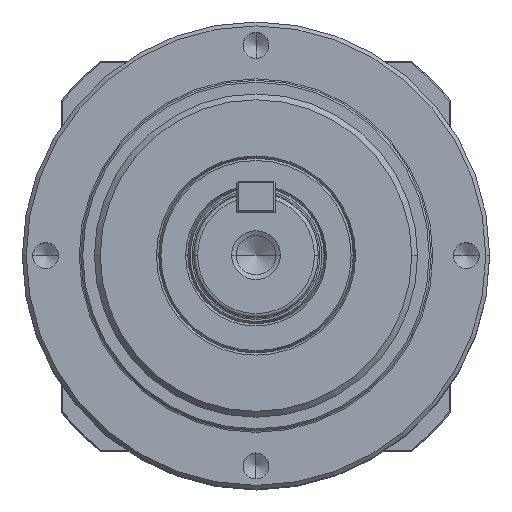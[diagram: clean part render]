
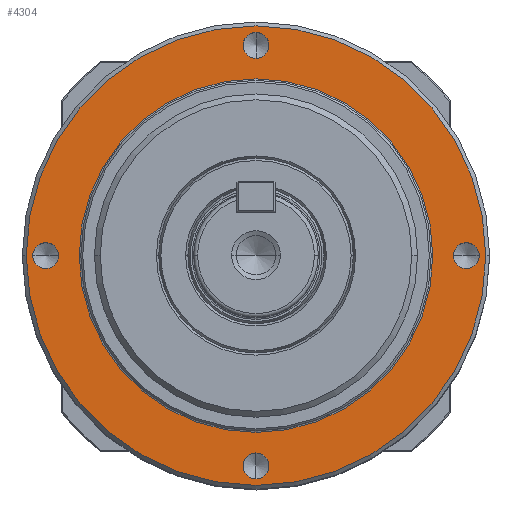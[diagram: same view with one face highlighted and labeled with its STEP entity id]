
A CAD part, top view. The second image highlights one B-rep face of the part: STEP entity #4304.
In plain terms, the highlighted planar face has unit normal (0, 0, 1).
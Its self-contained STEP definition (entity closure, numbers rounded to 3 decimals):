
#76 = DIRECTION ( 'NONE',  ( -1., 0., 0. ) ) ;
#84 = DIRECTION ( 'NONE',  ( 0., 0., -1. ) ) ;
#113 = CARTESIAN_POINT ( 'NONE',  ( 50.676, 0., 0. ) ) ;
#141 = CARTESIAN_POINT ( 'NONE',  ( 59., 0., 0. ) ) ;
#208 = DIRECTION ( 'NONE',  ( 0., 0., -1. ) ) ;
#318 = CARTESIAN_POINT ( 'NONE',  ( 0., -50.676, 0. ) ) ;
#330 = EDGE_CURVE ( 'NONE', #11951, #8047, #8426, .T. ) ;
#345 = EDGE_LOOP ( 'NONE', ( #11414, #7216 ) ) ;
#595 = CIRCLE ( 'NONE', #8500, 3.324 ) ;
#736 = EDGE_CURVE ( 'NONE', #8325, #4361, #5331, .T. ) ;
#857 = DIRECTION ( 'NONE',  ( 0., -1., 0. ) ) ;
#873 = AXIS2_PLACEMENT_3D ( 'NONE', #2957, #84, #6017 ) ;
#1110 = CARTESIAN_POINT ( 'NONE',  ( 0., 0., 0. ) ) ;
#1187 = DIRECTION ( 'NONE',  ( -1., 0., 0. ) ) ;
#1244 = PLANE ( 'NONE',  #8482 ) ;
#1276 = DIRECTION ( 'NONE',  ( 1., 0., 0. ) ) ;
#1328 = CARTESIAN_POINT ( 'NONE',  ( 0., 57.324, 0. ) ) ;
#1560 = EDGE_LOOP ( 'NONE', ( #11102, #9587 ) ) ;
#1604 = EDGE_CURVE ( 'NONE', #7632, #4309, #7644, .T. ) ;
#1685 = CARTESIAN_POINT ( 'NONE',  ( -54., 0., 0. ) ) ;
#1776 = DIRECTION ( 'NONE',  ( 0., 1., 0. ) ) ;
#1932 = DIRECTION ( 'NONE',  ( -1., 0., 0. ) ) ;
#1958 = FACE_BOUND ( 'NONE', #345, .T. ) ;
#2146 = VERTEX_POINT ( 'NONE', #9124 ) ;
#2445 = EDGE_CURVE ( 'NONE', #9163, #12317, #595, .T. ) ;
#2452 = ORIENTED_EDGE ( 'NONE', *, *, #2517, .T. ) ;
#2517 = EDGE_CURVE ( 'NONE', #2146, #6683, #2899, .T. ) ;
#2557 = EDGE_CURVE ( 'NONE', #12317, #9163, #8234, .T. ) ;
#2703 = CARTESIAN_POINT ( 'NONE',  ( 54., 0., 0. ) ) ;
#2765 = DIRECTION ( 'NONE',  ( 0., 1., 0. ) ) ;
#2847 = EDGE_CURVE ( 'NONE', #11740, #9235, #9473, .T. ) ;
#2899 = CIRCLE ( 'NONE', #9118, 3.324 ) ;
#2957 = CARTESIAN_POINT ( 'NONE',  ( 0., -54., 0. ) ) ;
#3179 = ORIENTED_EDGE ( 'NONE', *, *, #330, .T. ) ;
#3244 = AXIS2_PLACEMENT_3D ( 'NONE', #11047, #5244, #1276 ) ;
#3393 = DIRECTION ( 'NONE',  ( 0., 0., -1. ) ) ;
#3440 = AXIS2_PLACEMENT_3D ( 'NONE', #4708, #9591, #2765 ) ;
#3607 = CARTESIAN_POINT ( 'NONE',  ( 0., 54., 0. ) ) ;
#3763 = EDGE_LOOP ( 'NONE', ( #6556, #3179 ) ) ;
#3839 = CIRCLE ( 'NONE', #10079, 45.4 ) ;
#3918 = DIRECTION ( 'NONE',  ( -1., 0., 0. ) ) ;
#3979 = CARTESIAN_POINT ( 'NONE',  ( 0., 0., 0. ) ) ;
#4008 = CARTESIAN_POINT ( 'NONE',  ( -45.4, 0., 0. ) ) ;
#4244 = DIRECTION ( 'NONE',  ( 0., 0., -1. ) ) ;
#4285 = CIRCLE ( 'NONE', #3244, 3.324 ) ;
#4304 = ADVANCED_FACE ( 'NONE', ( #10164, #1958, #8992, #5936, #9902, #5019 ), #1244, .F. ) ;
#4309 = VERTEX_POINT ( 'NONE', #141 ) ;
#4361 = VERTEX_POINT ( 'NONE', #7119 ) ;
#4498 = AXIS2_PLACEMENT_3D ( 'NONE', #8866, #9706, #76 ) ;
#4598 = EDGE_CURVE ( 'NONE', #8047, #11951, #8492, .T. ) ;
#4708 = CARTESIAN_POINT ( 'NONE',  ( 0., 54., 0. ) ) ;
#4862 = CARTESIAN_POINT ( 'NONE',  ( 0., 0., 0. ) ) ;
#4907 = DIRECTION ( 'NONE',  ( 0., 0., -1. ) ) ;
#5019 = FACE_BOUND ( 'NONE', #11445, .T. ) ;
#5244 = DIRECTION ( 'NONE',  ( 0., 0., -1. ) ) ;
#5331 = CIRCLE ( 'NONE', #4498, 45.4 ) ;
#5936 = FACE_BOUND ( 'NONE', #1560, .T. ) ;
#5941 = AXIS2_PLACEMENT_3D ( 'NONE', #1685, #11449, #6513 ) ;
#6017 = DIRECTION ( 'NONE',  ( 0., -1., 0. ) ) ;
#6130 = DIRECTION ( 'NONE',  ( -1., 0., 0. ) ) ;
#6327 = CARTESIAN_POINT ( 'NONE',  ( -59., 0., 0. ) ) ;
#6513 = DIRECTION ( 'NONE',  ( -1., 0., 0. ) ) ;
#6556 = ORIENTED_EDGE ( 'NONE', *, *, #4598, .T. ) ;
#6683 = VERTEX_POINT ( 'NONE', #113 ) ;
#6903 = CIRCLE ( 'NONE', #873, 3.324 ) ;
#7119 = CARTESIAN_POINT ( 'NONE',  ( 45.4, 0., 0. ) ) ;
#7216 = ORIENTED_EDGE ( 'NONE', *, *, #8681, .T. ) ;
#7404 = AXIS2_PLACEMENT_3D ( 'NONE', #10374, #3393, #857 ) ;
#7632 = VERTEX_POINT ( 'NONE', #6327 ) ;
#7644 = CIRCLE ( 'NONE', #12839, 59. ) ;
#7773 = ORIENTED_EDGE ( 'NONE', *, *, #1604, .F. ) ;
#7906 = EDGE_CURVE ( 'NONE', #6683, #2146, #4285, .T. ) ;
#7977 = ORIENTED_EDGE ( 'NONE', *, *, #9866, .F. ) ;
#8047 = VERTEX_POINT ( 'NONE', #9407 ) ;
#8216 = EDGE_LOOP ( 'NONE', ( #2452, #9793 ) ) ;
#8234 = CIRCLE ( 'NONE', #3440, 3.324 ) ;
#8325 = VERTEX_POINT ( 'NONE', #4008 ) ;
#8426 = CIRCLE ( 'NONE', #5941, 3.324 ) ;
#8482 = AXIS2_PLACEMENT_3D ( 'NONE', #3979, #208, #3918 ) ;
#8492 = CIRCLE ( 'NONE', #10779, 3.324 ) ;
#8500 = AXIS2_PLACEMENT_3D ( 'NONE', #3607, #12710, #1776 ) ;
#8650 = CARTESIAN_POINT ( 'NONE',  ( -54., 0., 0. ) ) ;
#8681 = EDGE_CURVE ( 'NONE', #9235, #11740, #6903, .T. ) ;
#8866 = CARTESIAN_POINT ( 'NONE',  ( 0., 0., 0. ) ) ;
#8992 = FACE_BOUND ( 'NONE', #3763, .T. ) ;
#9070 = EDGE_LOOP ( 'NONE', ( #7773, #7977 ) ) ;
#9118 = AXIS2_PLACEMENT_3D ( 'NONE', #2703, #4907, #9854 ) ;
#9124 = CARTESIAN_POINT ( 'NONE',  ( 57.324, 0., 0. ) ) ;
#9163 = VERTEX_POINT ( 'NONE', #11122 ) ;
#9198 = AXIS2_PLACEMENT_3D ( 'NONE', #11024, #4244, #1187 ) ;
#9235 = VERTEX_POINT ( 'NONE', #318 ) ;
#9407 = CARTESIAN_POINT ( 'NONE',  ( -57.324, 0., 0. ) ) ;
#9473 = CIRCLE ( 'NONE', #7404, 3.324 ) ;
#9587 = ORIENTED_EDGE ( 'NONE', *, *, #2445, .T. ) ;
#9591 = DIRECTION ( 'NONE',  ( 0., 0., -1. ) ) ;
#9706 = DIRECTION ( 'NONE',  ( 0., 0., 1. ) ) ;
#9759 = DIRECTION ( 'NONE',  ( -1., 0., 0. ) ) ;
#9793 = ORIENTED_EDGE ( 'NONE', *, *, #7906, .T. ) ;
#9854 = DIRECTION ( 'NONE',  ( 1., 0., 0. ) ) ;
#9866 = EDGE_CURVE ( 'NONE', #4309, #7632, #12734, .T. ) ;
#9902 = FACE_BOUND ( 'NONE', #8216, .T. ) ;
#9930 = ORIENTED_EDGE ( 'NONE', *, *, #11429, .F. ) ;
#10079 = AXIS2_PLACEMENT_3D ( 'NONE', #1110, #11067, #6130 ) ;
#10164 = FACE_OUTER_BOUND ( 'NONE', #9070, .T. ) ;
#10333 = CARTESIAN_POINT ( 'NONE',  ( -50.676, 0., 0. ) ) ;
#10374 = CARTESIAN_POINT ( 'NONE',  ( 0., -54., 0. ) ) ;
#10779 = AXIS2_PLACEMENT_3D ( 'NONE', #8650, #11506, #9759 ) ;
#10853 = DIRECTION ( 'NONE',  ( 0., 0., -1. ) ) ;
#10863 = CARTESIAN_POINT ( 'NONE',  ( 0., -57.324, 0. ) ) ;
#11024 = CARTESIAN_POINT ( 'NONE',  ( 0., 0., 0. ) ) ;
#11047 = CARTESIAN_POINT ( 'NONE',  ( 54., 0., 0. ) ) ;
#11067 = DIRECTION ( 'NONE',  ( 0., 0., 1. ) ) ;
#11102 = ORIENTED_EDGE ( 'NONE', *, *, #2557, .T. ) ;
#11122 = CARTESIAN_POINT ( 'NONE',  ( 0., 50.676, 0. ) ) ;
#11414 = ORIENTED_EDGE ( 'NONE', *, *, #2847, .T. ) ;
#11429 = EDGE_CURVE ( 'NONE', #4361, #8325, #3839, .T. ) ;
#11445 = EDGE_LOOP ( 'NONE', ( #12023, #9930 ) ) ;
#11449 = DIRECTION ( 'NONE',  ( 0., 0., -1. ) ) ;
#11506 = DIRECTION ( 'NONE',  ( 0., 0., -1. ) ) ;
#11740 = VERTEX_POINT ( 'NONE', #10863 ) ;
#11951 = VERTEX_POINT ( 'NONE', #10333 ) ;
#12023 = ORIENTED_EDGE ( 'NONE', *, *, #736, .F. ) ;
#12317 = VERTEX_POINT ( 'NONE', #1328 ) ;
#12710 = DIRECTION ( 'NONE',  ( 0., 0., -1. ) ) ;
#12734 = CIRCLE ( 'NONE', #9198, 59. ) ;
#12839 = AXIS2_PLACEMENT_3D ( 'NONE', #4862, #10853, #1932 ) ;
